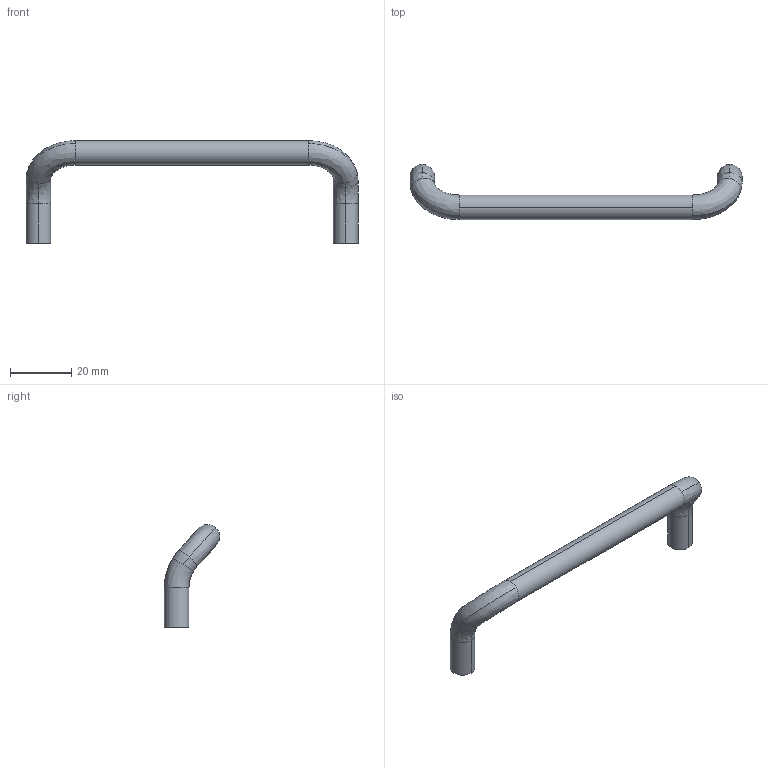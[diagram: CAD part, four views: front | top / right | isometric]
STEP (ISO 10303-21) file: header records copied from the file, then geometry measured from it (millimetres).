
FILE_DESCRIPTION( (''), '2;1');
FILE_NAME ('PC50.1864.THA_32_3_8063.stp','2021-09-06T11:59:08',(''),(''),'spGate 17.5.2','','');
FILE_SCHEMA (('AUTOMOTIVE_DESIGN'));
Length unit declared in the file: millimetre
Bounding box: 108 x 18 x 33.5 mm (x, y, z)
Volume: 7421.2 mm3; surface area: 4321.9 mm2
Topology: 1 solids, 1 shells, 30 faces, 68 edges, 42 vertices
Faces by surface type: bspline 16, cylinder 10, plane 4
Entity records: 1755 total; most frequent: CARTESIAN_POINT 586, ORIENTED_EDGE 136, DIRECTION 112, COLOUR_RGB 99, PRESENTATION_STYLE_ASSIGNMENT 99, STYLED_ITEM 99, EDGE_CURVE 68, DRAUGHTING_PRE_DEFINED_CURVE_FONT 68
